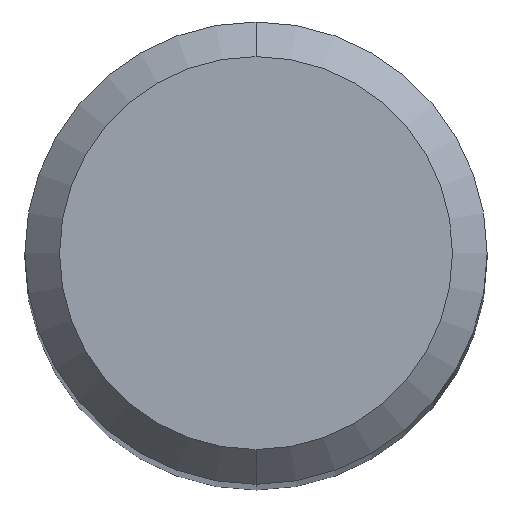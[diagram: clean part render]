
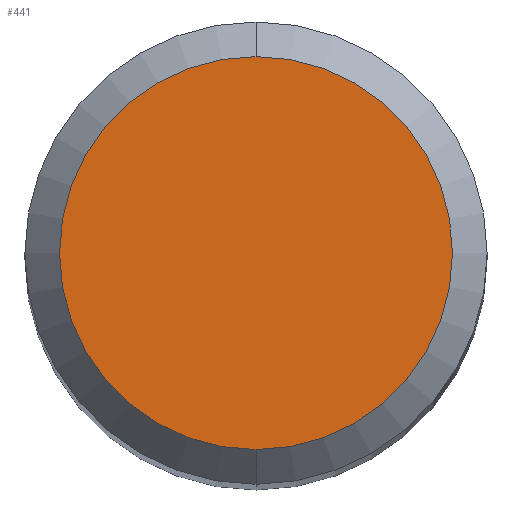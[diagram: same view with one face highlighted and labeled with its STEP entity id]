
A CAD part, top view. The second image highlights one B-rep face of the part: STEP entity #441.
In plain terms, the highlighted planar face has unit normal (0, 0, 1).
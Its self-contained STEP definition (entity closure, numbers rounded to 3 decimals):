
#267=EDGE_CURVE('',#405,#355,#584,.T.);
#355=VERTEX_POINT('',#681);
#379=EDGE_CURVE('',#355,#405,#707,.T.);
#405=VERTEX_POINT('',#736);
#441=ADVANCED_FACE('',(#774),#775,.T.);
#584=CIRCLE('',#1031,1.7);
#681=CARTESIAN_POINT('',(0.0,1.7,0.0));
#707=CIRCLE('',#1250,1.7);
#736=CARTESIAN_POINT('',(0.,-1.7,0.0));
#774=FACE_OUTER_BOUND('',#1410,.T.);
#775=PLANE('',#1411);
#1031=AXIS2_PLACEMENT_3D('',#1570,#1571,#1572);
#1250=AXIS2_PLACEMENT_3D('',#1705,#1706,#1707);
#1410=EDGE_LOOP('',(#1771,#1772));
#1411=AXIS2_PLACEMENT_3D('',#1773,#1774,#1775);
#1570=CARTESIAN_POINT('',(0.0,0.0,0.0));
#1571=DIRECTION('',(0.0,0.0,-1.0));
#1572=DIRECTION('',(0.0,1.0,0.0));
#1705=CARTESIAN_POINT('',(0.0,0.0,0.0));
#1706=DIRECTION('',(0.0,0.0,-1.0));
#1707=DIRECTION('',(0.0,1.0,0.0));
#1771=ORIENTED_EDGE('',*,*,#379,.F.);
#1772=ORIENTED_EDGE('',*,*,#267,.F.);
#1773=CARTESIAN_POINT('',(0.0,0.85,0.0));
#1774=DIRECTION('',(-0.0,0.0,1.0));
#1775=DIRECTION('',(0.0,-1.0,0.0));
